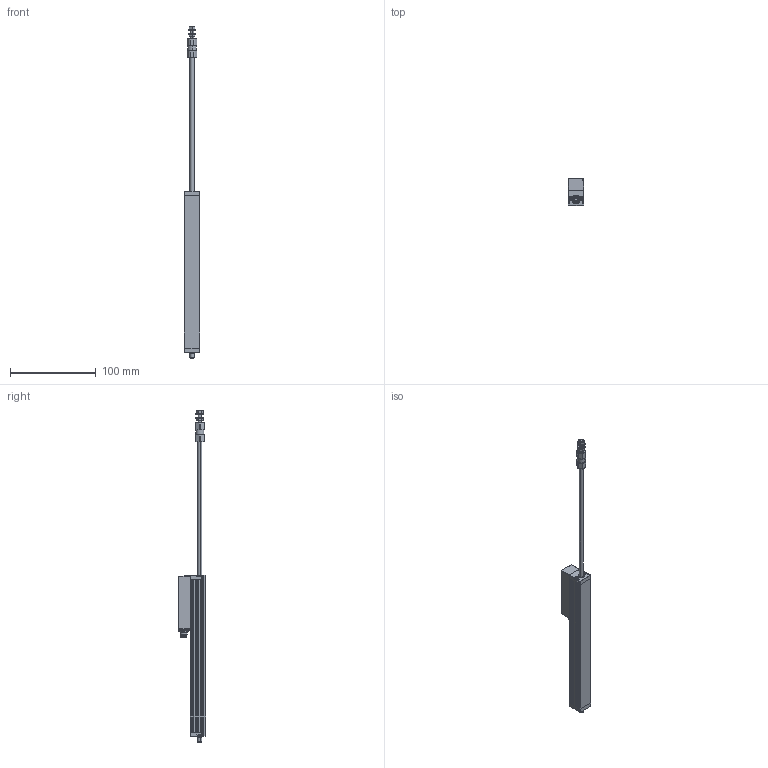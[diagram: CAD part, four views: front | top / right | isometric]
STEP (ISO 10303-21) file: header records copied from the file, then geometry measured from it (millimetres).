
FILE_DESCRIPTION (( 'STEP AP214' ), '1' );
FILE_NAME ('LS1-0150-001-plug-extend.STEP', '2021-03-11T08:43:36', ( '' ), ( '' ), 'SwSTEP 2.0', 'SolidWorks 2020', '' );
FILE_SCHEMA (( 'AUTOMOTIVE_DESIGN' ));
Length unit declared in the file: millimetre
Products named in the file (1): LS1-0150-001-plug-extend
Bounding box: 18 x 32.18 x 388 mm (x, y, z)
Surface area: 27553.5 mm2 (no closed solid volume)
Topology: 0 solids, 34 shells, 485 faces, 1599 edges, 1114 vertices
Faces by surface type: plane 186, cylinder 180, cone 80, torus 24, sphere 8, bspline 7
Entity records: 24963 total; most frequent: CARTESIAN_POINT 5855, DIRECTION 3068, ORIENTED_EDGE 2416, EDGE_CURVE 1595, AXIS2_PLACEMENT_3D 1129, VERTEX_POINT 1114, LINE 810, VECTOR 810
